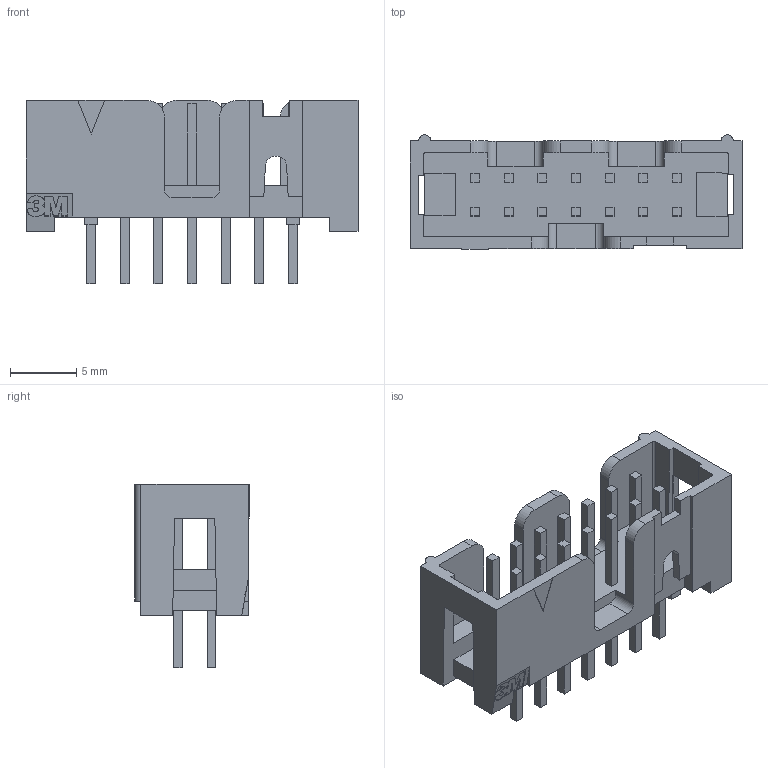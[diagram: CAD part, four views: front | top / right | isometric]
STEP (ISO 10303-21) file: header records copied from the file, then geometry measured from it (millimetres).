
FILE_DESCRIPTION((''),'2;1');
FILE_NAME('3M_N2514-6003RB.stp','2014-01-09T10:27:54',(''),(''),'Mechanical Desktop 2011','Mechanical Desktop 2011',', , ');
FILE_SCHEMA(('AUTOMOTIVE_DESIGN { 1 2 10303 214 1 1 1 1 }'));
Length unit declared in the file: millimetre
Products named in the file (1): Product
Bounding box: 25.1 x 8.64 x 13.85 mm (x, y, z)
Volume: 773.2 mm3; surface area: 1746.4 mm2
Topology: 29 solids, 29 shells, 317 faces, 767 edges, 508 vertices
Faces by surface type: plane 249, bspline 46, cylinder 22
Entity records: 9338 total; most frequent: CARTESIAN_POINT 1957, ORIENTED_EDGE 1534, DIRECTION 1347, EDGE_CURVE 767, VECTOR 715, LINE 715, VERTEX_POINT 508, EDGE_LOOP 323
